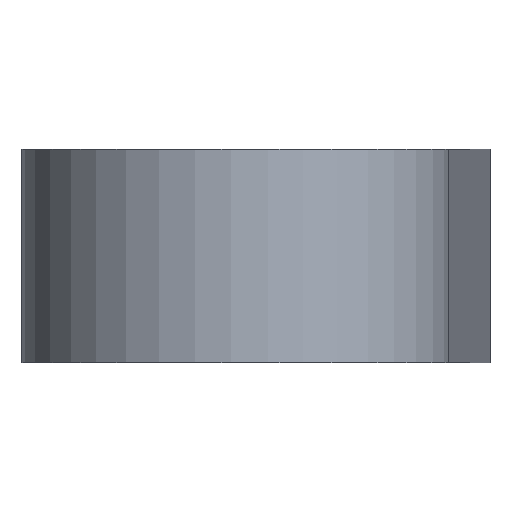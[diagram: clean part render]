
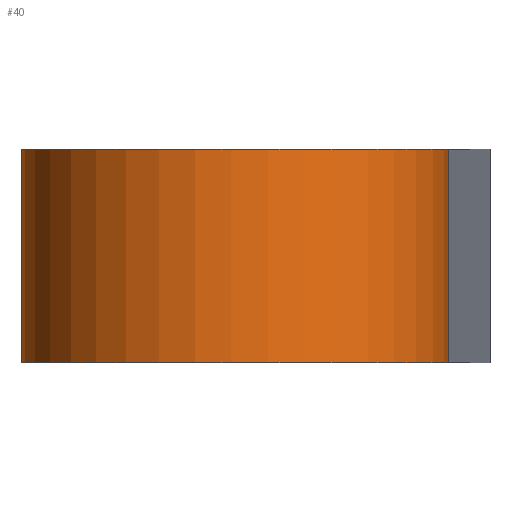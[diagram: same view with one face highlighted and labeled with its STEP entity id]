
A CAD part, front view. The second image highlights one B-rep face of the part: STEP entity #40.
In plain terms, the highlighted cylindrical face has radius 10 mm (diameter 20 mm), a partial arc.
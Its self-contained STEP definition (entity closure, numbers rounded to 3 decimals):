
#20 = VERTEX_POINT ( 'NONE', #236 ) ;
#40 = ADVANCED_FACE ( 'NONE', ( #203 ), #208, .T. ) ;
#46 = DIRECTION ( 'NONE',  ( 0., 0., 1. ) ) ;
#49 = CARTESIAN_POINT ( 'NONE',  ( 8.043, -50.39, 10. ) ) ;
#57 = CIRCLE ( 'NONE', #153, 10. ) ;
#67 = CARTESIAN_POINT ( 'NONE',  ( -11.949, -50., 10. ) ) ;
#77 = AXIS2_PLACEMENT_3D ( 'NONE', #147, #185, #310 ) ;
#81 = ORIENTED_EDGE ( 'NONE', *, *, #412, .T. ) ;
#85 = ORIENTED_EDGE ( 'NONE', *, *, #268, .F. ) ;
#116 = DIRECTION ( 'NONE',  ( 0., 0., -1. ) ) ;
#118 = ORIENTED_EDGE ( 'NONE', *, *, #382, .T. ) ;
#135 = AXIS2_PLACEMENT_3D ( 'NONE', #235, #172, #332 ) ;
#136 = VECTOR ( 'NONE', #222, 1000. ) ;
#147 = CARTESIAN_POINT ( 'NONE',  ( -1.949, -50., 10. ) ) ;
#153 = AXIS2_PLACEMENT_3D ( 'NONE', #367, #46, #181 ) ;
#172 = DIRECTION ( 'NONE',  ( 0., 0., -1. ) ) ;
#177 = VECTOR ( 'NONE', #116, 1000. ) ;
#181 = DIRECTION ( 'NONE',  ( 1., 0., 0. ) ) ;
#185 = DIRECTION ( 'NONE',  ( 0., 0., 1. ) ) ;
#189 = LINE ( 'NONE', #408, #136 ) ;
#203 = FACE_OUTER_BOUND ( 'NONE', #399, .T. ) ;
#208 = CYLINDRICAL_SURFACE ( 'NONE', #135, 10. ) ;
#219 = CIRCLE ( 'NONE', #77, 10. ) ;
#220 = LINE ( 'NONE', #49, #177 ) ;
#222 = DIRECTION ( 'NONE',  ( 0., 0., -1. ) ) ;
#224 = ORIENTED_EDGE ( 'NONE', *, *, #298, .F. ) ;
#235 = CARTESIAN_POINT ( 'NONE',  ( -1.949, -50., 10. ) ) ;
#236 = CARTESIAN_POINT ( 'NONE',  ( 8.043, -50.39, 10. ) ) ;
#268 = EDGE_CURVE ( 'NONE', #333, #20, #219, .T. ) ;
#298 = EDGE_CURVE ( 'NONE', #20, #322, #220, .T. ) ;
#310 = DIRECTION ( 'NONE',  ( 1., 0., 0. ) ) ;
#322 = VERTEX_POINT ( 'NONE', #379 ) ;
#332 = DIRECTION ( 'NONE',  ( -1., 0., 0. ) ) ;
#333 = VERTEX_POINT ( 'NONE', #67 ) ;
#367 = CARTESIAN_POINT ( 'NONE',  ( -1.949, -50., 0. ) ) ;
#370 = CARTESIAN_POINT ( 'NONE',  ( -11.949, -50., 0. ) ) ;
#379 = CARTESIAN_POINT ( 'NONE',  ( 8.043, -50.39, 0. ) ) ;
#382 = EDGE_CURVE ( 'NONE', #394, #322, #57, .T. ) ;
#394 = VERTEX_POINT ( 'NONE', #370 ) ;
#399 = EDGE_LOOP ( 'NONE', ( #85, #81, #118, #224 ) ) ;
#408 = CARTESIAN_POINT ( 'NONE',  ( -11.949, -50., 10. ) ) ;
#412 = EDGE_CURVE ( 'NONE', #333, #394, #189, .T. ) ;
